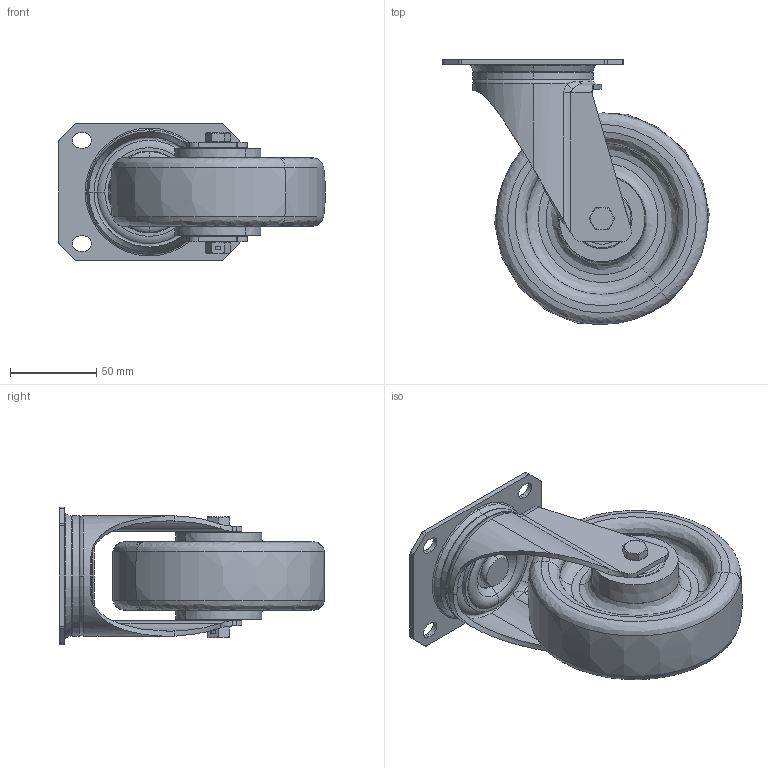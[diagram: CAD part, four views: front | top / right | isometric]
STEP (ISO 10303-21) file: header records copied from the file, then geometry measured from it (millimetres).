
FILE_DESCRIPTION (( 'STEP AP214' ), '1' );
FILE_NAME ('0055680.step', '2023-11-14T12:24:32', ( '' ), ( '' ), 'SwSTEP 2.0', 'SolidWorks 2020', '' );
FILE_SCHEMA (( 'AUTOMOTIVE_DESIGN' ));
Length unit declared in the file: millimetre
Products named in the file (1): 0055680
Bounding box: 154.83 x 153.96 x 80 mm (x, y, z)
Volume: 444132 mm3; surface area: 178435.5 mm2
Topology: 20 solids, 20 shells, 703 faces, 1702 edges, 1067 vertices
Faces by surface type: plane 190, cylinder 165, bspline 160, torus 96, cone 92
Entity records: 33894 total; most frequent: CARTESIAN_POINT 10381, ORIENTED_EDGE 3404, DIRECTION 3129, EDGE_CURVE 1702, AXIS2_PLACEMENT_3D 1327, VERTEX_POINT 1067, CIRCLE 783, EDGE_LOOP 779
